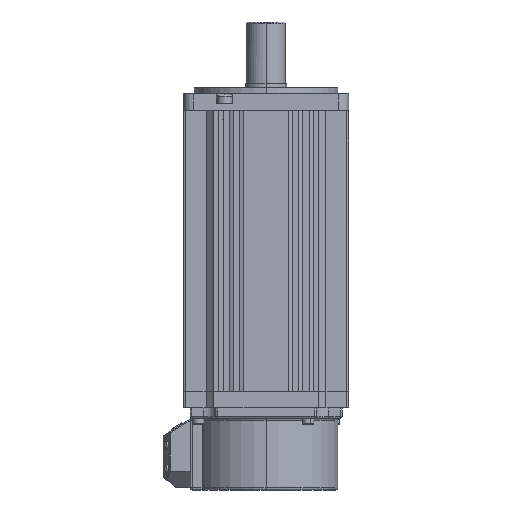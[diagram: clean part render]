
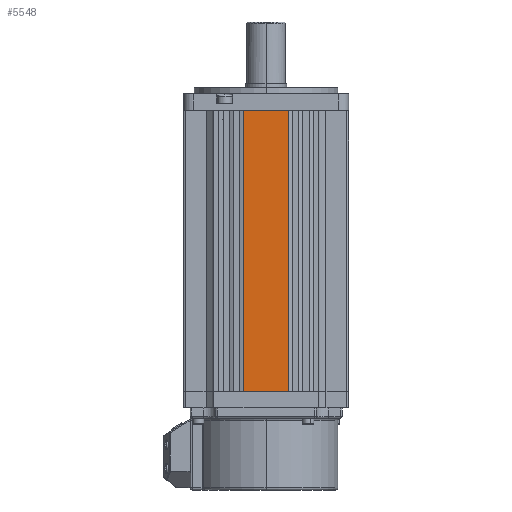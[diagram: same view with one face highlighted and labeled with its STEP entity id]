
A CAD part, left-side view. The second image highlights one B-rep face of the part: STEP entity #5548.
In plain terms, the highlighted planar face has unit normal (-1, 0, 0).
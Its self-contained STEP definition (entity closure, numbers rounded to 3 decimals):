
#450 = ORIENTED_EDGE ( 'NONE', *, *, #5550, .T. ) ;
#1578 = AXIS2_PLACEMENT_3D ( 'NONE', #4408, #16335, #7872 ) ;
#1699 = DIRECTION ( 'NONE',  ( 0., 1., 0. ) ) ;
#3245 = LINE ( 'NONE', #10080, #4418 ) ;
#3558 = EDGE_CURVE ( 'NONE', #6397, #12098, #11742, .T. ) ;
#3910 = EDGE_CURVE ( 'NONE', #12098, #7351, #9348, .T. ) ;
#4117 = CARTESIAN_POINT ( 'NONE',  ( -80.262, -230.04, -325.493 ) ) ;
#4324 = LINE ( 'NONE', #21296, #7020 ) ;
#4408 = CARTESIAN_POINT ( 'NONE',  ( -80.262, -214.779, -400.893 ) ) ;
#4418 = VECTOR ( 'NONE', #1699, 1000. ) ;
#5548 = ADVANCED_FACE ( 'NONE', ( #16962 ), #18532, .T. ) ;
#5550 = EDGE_CURVE ( 'NONE', #19117, #7351, #3245, .T. ) ;
#5573 = DIRECTION ( 'NONE',  ( 0., 0., 1. ) ) ;
#6397 = VERTEX_POINT ( 'NONE', #15145 ) ;
#6956 = CARTESIAN_POINT ( 'NONE',  ( -80.262, -230.04, -188.493 ) ) ;
#7020 = VECTOR ( 'NONE', #5573, 1000. ) ;
#7351 = VERTEX_POINT ( 'NONE', #6956 ) ;
#7866 = CARTESIAN_POINT ( 'NONE',  ( -80.262, -230.04, -408.893 ) ) ;
#7872 = DIRECTION ( 'NONE',  ( 0., 1., 0. ) ) ;
#9220 = ORIENTED_EDGE ( 'NONE', *, *, #3558, .F. ) ;
#9348 = LINE ( 'NONE', #7866, #16895 ) ;
#10080 = CARTESIAN_POINT ( 'NONE',  ( -80.262, -214.779, -188.493 ) ) ;
#10511 = EDGE_CURVE ( 'NONE', #6397, #19117, #4324, .T. ) ;
#11742 = LINE ( 'NONE', #16712, #15454 ) ;
#12098 = VERTEX_POINT ( 'NONE', #4117 ) ;
#14475 = DIRECTION ( 'NONE',  ( 0., 0., 1. ) ) ;
#15145 = CARTESIAN_POINT ( 'NONE',  ( -80.262, -251.919, -325.493 ) ) ;
#15454 = VECTOR ( 'NONE', #18266, 1000. ) ;
#16335 = DIRECTION ( 'NONE',  ( -1., 0., 0. ) ) ;
#16531 = CARTESIAN_POINT ( 'NONE',  ( -80.262, -251.919, -188.493 ) ) ;
#16712 = CARTESIAN_POINT ( 'NONE',  ( -80.262, -281.179, -325.493 ) ) ;
#16895 = VECTOR ( 'NONE', #14475, 1000. ) ;
#16962 = FACE_OUTER_BOUND ( 'NONE', #18437, .T. ) ;
#18266 = DIRECTION ( 'NONE',  ( 0., 1., 0. ) ) ;
#18437 = EDGE_LOOP ( 'NONE', ( #20227, #9220, #19133, #450 ) ) ;
#18532 = PLANE ( 'NONE',  #1578 ) ;
#19117 = VERTEX_POINT ( 'NONE', #16531 ) ;
#19133 = ORIENTED_EDGE ( 'NONE', *, *, #10511, .T. ) ;
#20227 = ORIENTED_EDGE ( 'NONE', *, *, #3910, .F. ) ;
#21296 = CARTESIAN_POINT ( 'NONE',  ( -80.262, -251.919, -400.893 ) ) ;
